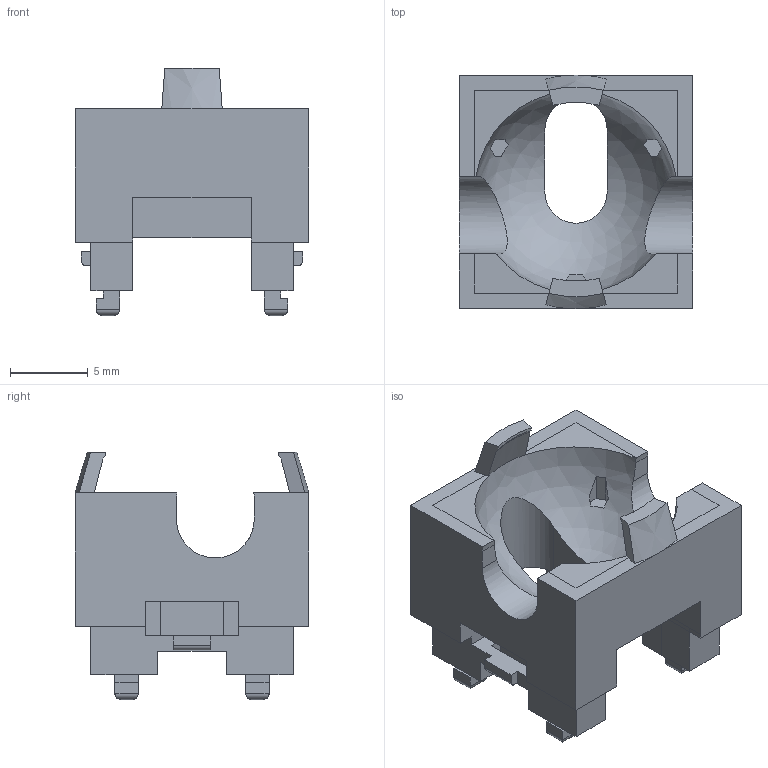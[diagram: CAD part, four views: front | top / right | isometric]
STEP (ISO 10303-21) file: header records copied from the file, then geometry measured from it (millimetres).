
FILE_DESCRIPTION(('FreeCAD Model'),'2;1');
FILE_NAME('Open CASCADE Shape Model','2025-01-23T21:53:43',(''),(''), 'Open CASCADE STEP processor 7.6','FreeCAD','Unknown');
FILE_SCHEMA(('AUTOMOTIVE_DESIGN { 1 0 10303 214 1 1 1 1 }'));
Length unit declared in the file: millimetre
Products named in the file (1): Body
Bounding box: 15 x 15 x 15.89 mm (x, y, z)
Volume: 1253.9 mm3; surface area: 1453.7 mm2
Topology: 1 solids, 1 shells, 183 faces, 502 edges, 321 vertices
Faces by surface type: plane 148, cylinder 28, cone 6, sphere 1
Entity records: 5951 total; most frequent: CARTESIAN_POINT 1238, ORIENTED_EDGE 1004, DIRECTION 936, EDGE_CURVE 502, LINE 420, VECTOR 420, VERTEX_POINT 321, AXIS2_PLACEMENT_3D 258
